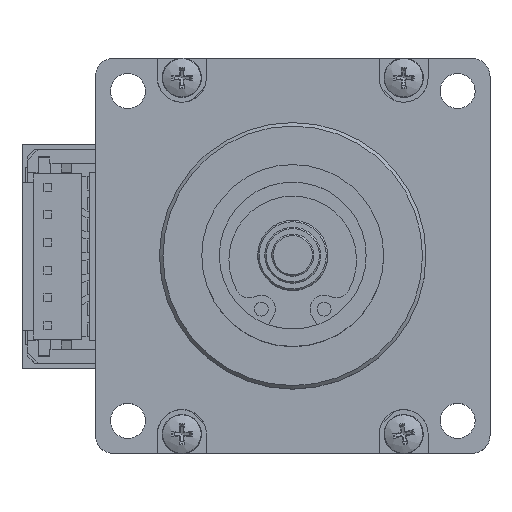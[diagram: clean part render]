
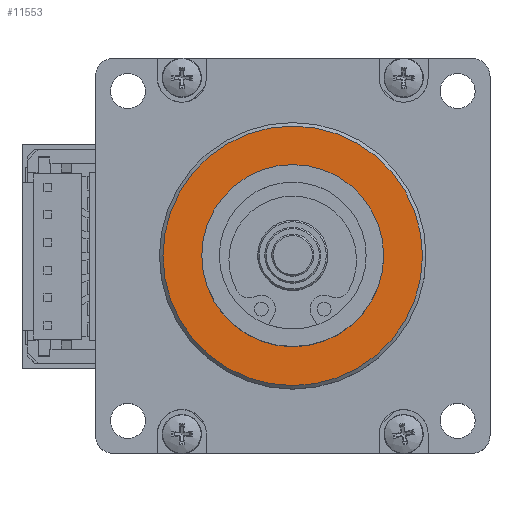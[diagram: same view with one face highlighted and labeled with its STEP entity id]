
A CAD part, top view. The second image highlights one B-rep face of the part: STEP entity #11553.
In plain terms, the highlighted planar face has unit normal (0, 0, 1).
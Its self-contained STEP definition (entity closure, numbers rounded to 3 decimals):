
#267=FACE_BOUND('',#1616,.T.);
#440=PLANE('',#12490);
#972=FACE_OUTER_BOUND('',#1615,.T.);
#1615=EDGE_LOOP('',(#8546));
#1616=EDGE_LOOP('',(#8547,#8548));
#4274=CIRCLE('',#12191,12.);
#4275=CIRCLE('',#12192,12.);
#4438=CIRCLE('',#12486,18.55);
#4879=VERTEX_POINT('',#16947);
#4880=VERTEX_POINT('',#16949);
#5121=VERTEX_POINT('',#18537);
#6038=EDGE_CURVE('',#4880,#4879,#4274,.T.);
#6039=EDGE_CURVE('',#4879,#4880,#4275,.T.);
#6390=EDGE_CURVE('',#5121,#5121,#4438,.T.);
#8546=ORIENTED_EDGE('',*,*,#6390,.F.);
#8547=ORIENTED_EDGE('',*,*,#6038,.T.);
#8548=ORIENTED_EDGE('',*,*,#6039,.T.);
#11553=ADVANCED_FACE('',(#972,#267),#440,.F.);
#12191=AXIS2_PLACEMENT_3D('',#16950,#13719,#13720);
#12192=AXIS2_PLACEMENT_3D('',#16951,#13721,#13722);
#12486=AXIS2_PLACEMENT_3D('',#18538,#14369,#14370);
#12490=AXIS2_PLACEMENT_3D('',#18546,#14379,#14380);
#13719=DIRECTION('center_axis',(0.,0.,-1.));
#13720=DIRECTION('ref_axis',(1.,0.,0.));
#13721=DIRECTION('center_axis',(0.,0.,-1.));
#13722=DIRECTION('ref_axis',(1.,0.,0.));
#14369=DIRECTION('center_axis',(0.,0.,-1.));
#14370=DIRECTION('ref_axis',(1.,0.,0.));
#14379=DIRECTION('center_axis',(0.,0.,-1.));
#14380=DIRECTION('ref_axis',(1.,0.,0.));
#16947=CARTESIAN_POINT('',(0.,12.,46.8));
#16949=CARTESIAN_POINT('',(-12.,0.,46.8));
#16950=CARTESIAN_POINT('Origin',(0.,0.,
46.8));
#16951=CARTESIAN_POINT('Origin',(0.,0.,
46.8));
#18537=CARTESIAN_POINT('',(-18.55,0.,46.8));
#18538=CARTESIAN_POINT('Origin',(0.,0.,
46.8));
#18546=CARTESIAN_POINT('Origin',(0.,0.,
46.8));
